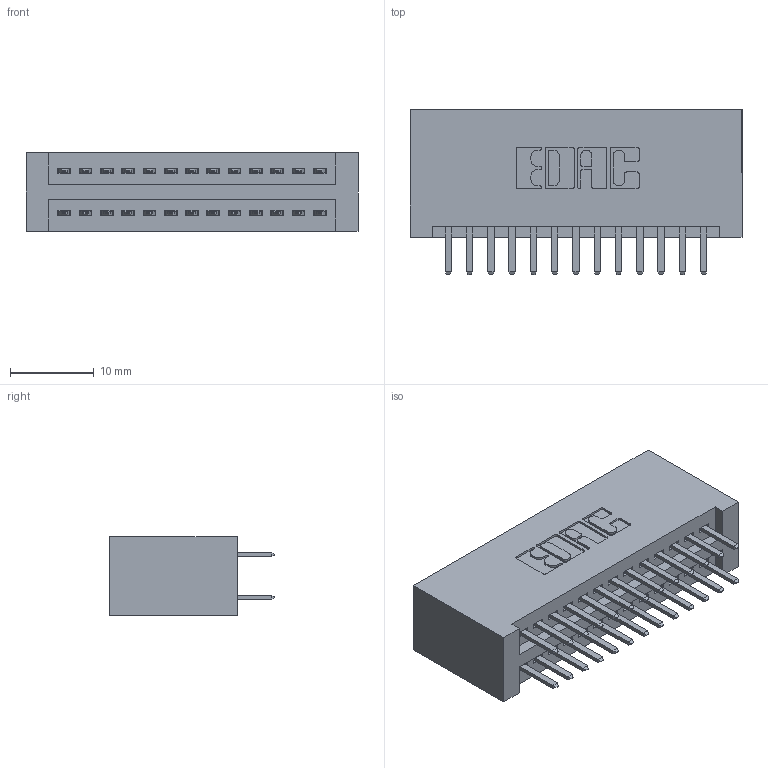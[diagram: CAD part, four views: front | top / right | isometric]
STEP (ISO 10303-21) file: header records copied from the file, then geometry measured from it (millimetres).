
FILE_DESCRIPTION (( 'STEP AP203' ), '1' );
FILE_NAME ('345-026-520-201.STEP', '2019-10-27T18:25:20', ( '' ), ( '' ), 'SwSTEP 2.0', 'SolidWorks 2016', '' );
FILE_SCHEMA (( 'CONFIG_CONTROL_DESIGN' ));
Length unit declared in the file: inch
Products named in the file (3): 345-026-520-201; 345 Part_No Mounting Lugs; 345-292-001_345-293-120
Assembly tree (27 placements, depth 2):
  345-026-520-201
    345 Part_No Mounting Lugs
    345-292-001_345-293-120  x26
Bounding box: 39.62 x 19.68 x 9.4 mm (x, y, z)
Volume: 4184.4 mm3; surface area: 5902.5 mm2
Topology: 27 solids, 27 shells, 1522 faces, 4399 edges, 2862 vertices
Faces by surface type: plane 986, cylinder 536
Entity records: 13941 total; most frequent: CARTESIAN_POINT 2376, ORIENTED_EDGE 2298, DIRECTION 2113, EDGE_CURVE 1149, LINE 969, VECTOR 969, VERTEX_POINT 762, AXIS2_PLACEMENT_3D 572
